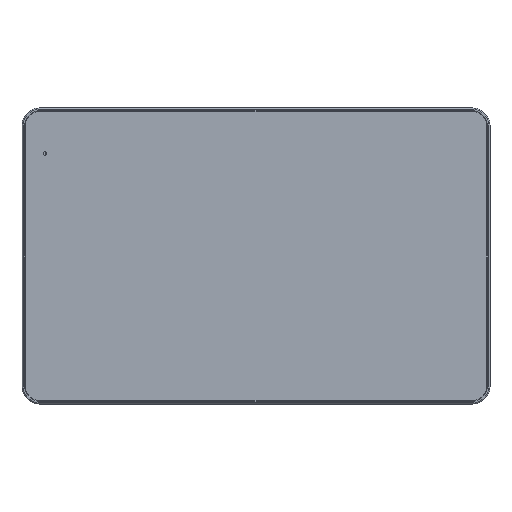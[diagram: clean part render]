
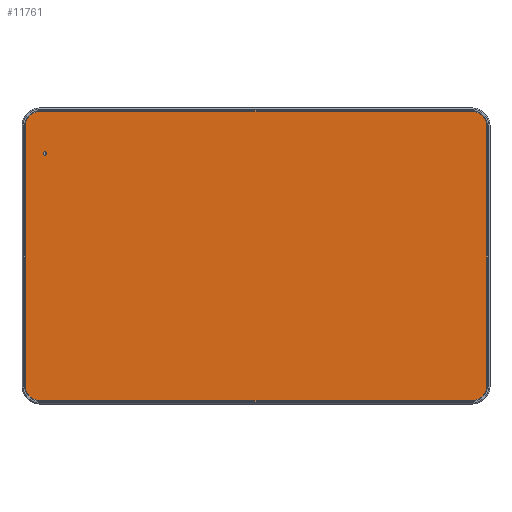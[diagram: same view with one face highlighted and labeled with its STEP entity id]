
A CAD part, front view. The second image highlights one B-rep face of the part: STEP entity #11761.
In plain terms, the highlighted planar face has unit normal (0, -1, 0).
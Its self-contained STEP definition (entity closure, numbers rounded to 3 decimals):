
#89 = CARTESIAN_POINT ( 'NONE',  ( 189.7, -5.5, -127. ) ) ;
#247 = EDGE_LOOP ( 'NONE', ( #21316 ) ) ;
#279 = CARTESIAN_POINT ( 'NONE',  ( -189.7, -5.5, 127. ) ) ;
#431 = FACE_OUTER_BOUND ( 'NONE', #3059, .T. ) ;
#731 = CARTESIAN_POINT ( 'NONE',  ( -189.7, -5.5, -114.2 ) ) ;
#997 = EDGE_CURVE ( 'NONE', #6072, #2958, #3441, .T. ) ;
#1440 = EDGE_CURVE ( 'NONE', #9914, #3002, #21770, .T. ) ;
#1491 = ORIENTED_EDGE ( 'NONE', *, *, #14953, .F. ) ;
#1880 = DIRECTION ( 'NONE',  ( 0., 1., 0. ) ) ;
#1885 = LINE ( 'NONE', #6902, #9121 ) ;
#2097 = DIRECTION ( 'NONE',  ( 0., 0., -1. ) ) ;
#2958 = VERTEX_POINT ( 'NONE', #11397 ) ;
#3002 = VERTEX_POINT ( 'NONE', #19748 ) ;
#3059 = EDGE_LOOP ( 'NONE', ( #19113, #19242, #16785, #3937, #1491, #7598, #14605, #7768 ) ) ;
#3441 = LINE ( 'NONE', #8218, #5785 ) ;
#3616 = DIRECTION ( 'NONE',  ( 0., 0., -1. ) ) ;
#3937 = ORIENTED_EDGE ( 'NONE', *, *, #18818, .F. ) ;
#3943 = EDGE_CURVE ( 'NONE', #2958, #11195, #13705, .T. ) ;
#3982 = EDGE_CURVE ( 'NONE', #3002, #6072, #16544, .T. ) ;
#5088 = AXIS2_PLACEMENT_3D ( 'NONE', #12406, #17191, #3616 ) ;
#5606 = EDGE_CURVE ( 'NONE', #11195, #6007, #1885, .T. ) ;
#5785 = VECTOR ( 'NONE', #18467, 1000. ) ;
#6007 = VERTEX_POINT ( 'NONE', #14996 ) ;
#6072 = VERTEX_POINT ( 'NONE', #89 ) ;
#6116 = AXIS2_PLACEMENT_3D ( 'NONE', #19233, #14011, #7647 ) ;
#6145 = VECTOR ( 'NONE', #11957, 1000. ) ;
#6524 = CARTESIAN_POINT ( 'NONE',  ( 202.5, -5.5, -114.2 ) ) ;
#6816 = DIRECTION ( 'NONE',  ( 0., 1., 0. ) ) ;
#6902 = CARTESIAN_POINT ( 'NONE',  ( -202.5, -5.5, -114.2 ) ) ;
#7598 = ORIENTED_EDGE ( 'NONE', *, *, #5606, .F. ) ;
#7647 = DIRECTION ( 'NONE',  ( 0., 0., -1. ) ) ;
#7768 = ORIENTED_EDGE ( 'NONE', *, *, #997, .F. ) ;
#8218 = CARTESIAN_POINT ( 'NONE',  ( -189.7, -5.5, -127. ) ) ;
#8445 = CARTESIAN_POINT ( 'NONE',  ( 189.7, -5.5, -114.2 ) ) ;
#8449 = AXIS2_PLACEMENT_3D ( 'NONE', #10272, #6816, #13611 ) ;
#8850 = CARTESIAN_POINT ( 'NONE',  ( -202.5, -5.5, -114.2 ) ) ;
#9121 = VECTOR ( 'NONE', #13911, 1000. ) ;
#9684 = AXIS2_PLACEMENT_3D ( 'NONE', #10026, #20674, #2097 ) ;
#9914 = VERTEX_POINT ( 'NONE', #13858 ) ;
#10026 = CARTESIAN_POINT ( 'NONE',  ( 189.7, -5.5, -114.2 ) ) ;
#10148 = AXIS2_PLACEMENT_3D ( 'NONE', #8445, #1880, #15241 ) ;
#10272 = CARTESIAN_POINT ( 'NONE',  ( -189.7, -5.5, 114.2 ) ) ;
#11195 = VERTEX_POINT ( 'NONE', #8850 ) ;
#11359 = CARTESIAN_POINT ( 'NONE',  ( 189.7, -5.5, 127. ) ) ;
#11397 = CARTESIAN_POINT ( 'NONE',  ( -189.7, -5.5, -127. ) ) ;
#11466 = CIRCLE ( 'NONE', #5088, 12.8 ) ;
#11761 = ADVANCED_FACE ( 'NONE', ( #19123, #431 ), #17236, .F. ) ;
#11957 = DIRECTION ( 'NONE',  ( 1., 0., 0. ) ) ;
#12406 = CARTESIAN_POINT ( 'NONE',  ( 189.7, -5.5, 114.2 ) ) ;
#12601 = CARTESIAN_POINT ( 'NONE',  ( -185.5, -5.5, 88.5 ) ) ;
#12713 = CIRCLE ( 'NONE', #8449, 12.8 ) ;
#13139 = EDGE_CURVE ( 'NONE', #19276, #19276, #17859, .T. ) ;
#13158 = VERTEX_POINT ( 'NONE', #20792 ) ;
#13611 = DIRECTION ( 'NONE',  ( 0., 0., -1. ) ) ;
#13705 = CIRCLE ( 'NONE', #14766, 12.8 ) ;
#13856 = LINE ( 'NONE', #279, #6145 ) ;
#13858 = CARTESIAN_POINT ( 'NONE',  ( 202.5, -5.5, 114.2 ) ) ;
#13911 = DIRECTION ( 'NONE',  ( 0., 0., 1. ) ) ;
#14011 = DIRECTION ( 'NONE',  ( 0., 1., 0. ) ) ;
#14605 = ORIENTED_EDGE ( 'NONE', *, *, #3943, .F. ) ;
#14766 = AXIS2_PLACEMENT_3D ( 'NONE', #731, #15974, #15569 ) ;
#14953 = EDGE_CURVE ( 'NONE', #6007, #13158, #12713, .T. ) ;
#14996 = CARTESIAN_POINT ( 'NONE',  ( -202.5, -5.5, 114.2 ) ) ;
#15241 = DIRECTION ( 'NONE',  ( 0., 0., -1. ) ) ;
#15569 = DIRECTION ( 'NONE',  ( 0., 0., -1. ) ) ;
#15974 = DIRECTION ( 'NONE',  ( 0., 1., 0. ) ) ;
#16544 = CIRCLE ( 'NONE', #10148, 12.8 ) ;
#16778 = VERTEX_POINT ( 'NONE', #11359 ) ;
#16785 = ORIENTED_EDGE ( 'NONE', *, *, #18723, .F. ) ;
#17191 = DIRECTION ( 'NONE',  ( 0., 1., 0. ) ) ;
#17236 = PLANE ( 'NONE',  #9684 ) ;
#17859 = CIRCLE ( 'NONE', #6116, 1.5 ) ;
#18278 = VECTOR ( 'NONE', #20100, 1000. ) ;
#18467 = DIRECTION ( 'NONE',  ( -1., 0., 0. ) ) ;
#18723 = EDGE_CURVE ( 'NONE', #16778, #9914, #11466, .T. ) ;
#18818 = EDGE_CURVE ( 'NONE', #13158, #16778, #13856, .T. ) ;
#19113 = ORIENTED_EDGE ( 'NONE', *, *, #3982, .F. ) ;
#19123 = FACE_BOUND ( 'NONE', #247, .T. ) ;
#19233 = CARTESIAN_POINT ( 'NONE',  ( -185.5, -5.5, 90. ) ) ;
#19242 = ORIENTED_EDGE ( 'NONE', *, *, #1440, .F. ) ;
#19276 = VERTEX_POINT ( 'NONE', #12601 ) ;
#19748 = CARTESIAN_POINT ( 'NONE',  ( 202.5, -5.5, -114.2 ) ) ;
#20100 = DIRECTION ( 'NONE',  ( 0., 0., -1. ) ) ;
#20674 = DIRECTION ( 'NONE',  ( 0., 1., 0. ) ) ;
#20792 = CARTESIAN_POINT ( 'NONE',  ( -189.7, -5.5, 127. ) ) ;
#21316 = ORIENTED_EDGE ( 'NONE', *, *, #13139, .T. ) ;
#21770 = LINE ( 'NONE', #6524, #18278 ) ;
